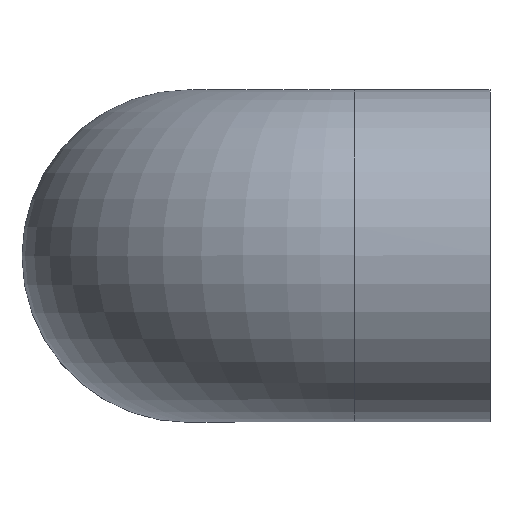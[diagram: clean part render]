
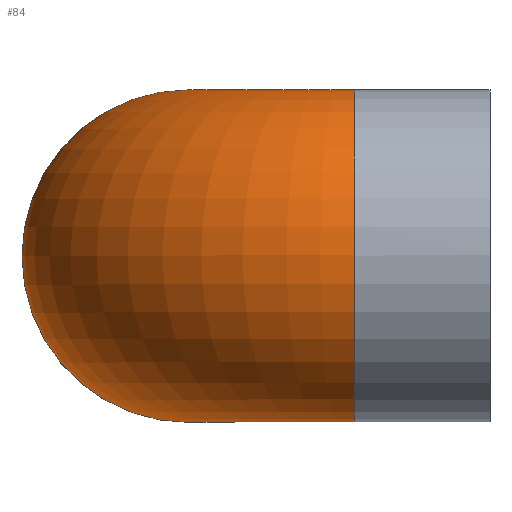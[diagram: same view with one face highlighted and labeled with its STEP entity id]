
A CAD part, top view. The second image highlights one B-rep face of the part: STEP entity #84.
In plain terms, the highlighted toroidal (fillet/blend) face has major radius 24.51 mm and minor radius 24.5 mm.
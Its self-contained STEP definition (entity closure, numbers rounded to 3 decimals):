
#84 = ADVANCED_FACE( '', ( #113, #114 ), #115, .T. );
#113 = FACE_OUTER_BOUND( '', #147, .T. );
#114 = FACE_OUTER_BOUND( '', #148, .T. );
#115 = TOROIDAL_SURFACE( '', #149, 24.51, 24.5 );
#147 = EDGE_LOOP( '', ( #202 ) );
#148 = EDGE_LOOP( '', ( #203, #204 ) );
#149 = AXIS2_PLACEMENT_3D( '', #205, #206, #207 );
#202 = ORIENTED_EDGE( '', *, *, #229, .T. );
#203 = ORIENTED_EDGE( '', *, *, #226, .F. );
#204 = ORIENTED_EDGE( '', *, *, #228, .F. );
#205 = CARTESIAN_POINT( '', ( 24.51, 0., -1.55 ) );
#206 = DIRECTION( '', ( 0., 1., 0. ) );
#207 = DIRECTION( '', ( 0., 0., 1. ) );
#226 = EDGE_CURVE( '', #245, #246, #248, .T. );
#228 = EDGE_CURVE( '', #246, #245, #250, .T. );
#229 = EDGE_CURVE( '', #251, #251, #252, .T. );
#245 = VERTEX_POINT( '', #465 );
#246 = VERTEX_POINT( '', #466 );
#248 = CIRCLE( '', #468, 24.5 );
#250 = CIRCLE( '', #470, 24.5 );
#251 = VERTEX_POINT( '', #471 );
#252 = CIRCLE( '', #472, 24.5 );
#465 = CARTESIAN_POINT( '', ( 24.51, 24.5, 22.98 ) );
#466 = CARTESIAN_POINT( '', ( 24.51, -24.5, 22.98 ) );
#468 = AXIS2_PLACEMENT_3D( '', #493, #494, #495 );
#470 = AXIS2_PLACEMENT_3D( '', #499, #500, #501 );
#471 = CARTESIAN_POINT( '', ( 24.5, 0., -1.55 ) );
#472 = AXIS2_PLACEMENT_3D( '', #502, #503, #504 );
#493 = CARTESIAN_POINT( '', ( 24.51, 0., 22.96 ) );
#494 = DIRECTION( '', ( 1., 0., 0. ) );
#495 = DIRECTION( '', ( 0., 0., -1. ) );
#499 = CARTESIAN_POINT( '', ( 24.51, 0., 22.96 ) );
#500 = DIRECTION( '', ( 1., 0., 0. ) );
#501 = DIRECTION( '', ( 0., 0., -1. ) );
#502 = CARTESIAN_POINT( '', ( 0., 0., -1.55 ) );
#503 = DIRECTION( '', ( 0., 0., 1. ) );
#504 = DIRECTION( '', ( 1., 0., 0. ) );
